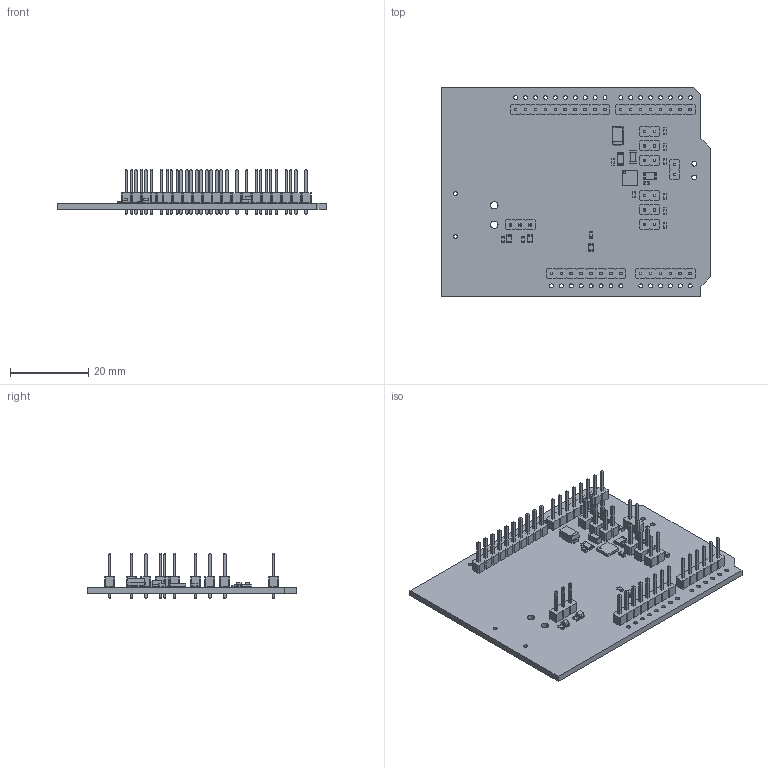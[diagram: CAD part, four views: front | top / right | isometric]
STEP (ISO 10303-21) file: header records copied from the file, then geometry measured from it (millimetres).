
FILE_DESCRIPTION(('KiCad electronic assembly'),'2;1');
FILE_NAME('TUSS4470_shield.step','2025-04-12T16:13:51',('Pcbnew'),( 'Kicad'),'Open CASCADE STEP processor 7.7','KiCad to STEP converter' ,'Unknown');
FILE_SCHEMA(('AUTOMOTIVE_DESIGN { 1 0 10303 214 1 1 1 1 }'));
Length unit declared in the file: millimetre
Products named in the file (26): TUSS4470_shield 1; R_1206_3216Metric; LED_0805_2012Metric; QFN-20-1EP_4x4mm_P0.5mm_EP2.5x2.5mm; QFN-20-1EP_4x4mm_Pitch0.5mm; D_SMA; C_0603_1608Metric; PinHeader_1x02_P2.54mm_Vertical; PinHeader_1x02_P254mm_Vertical; PinHeader_1x06_P2.54mm_Vertical; PinHeader_1x06_P254mm_Vertical; R_0603_1608Metric; C_1206_3216Metric; PinHeader_1x08_P2.54mm_Vertical; PinHeader_1x08_P254mm_Vertical; PinHeader_1x10_P2.54mm_Vertical; PinHeader_1x10_P254mm_Vertical; PinHeader_1x03_P2.54mm_Vertical; PinHeader_1x03_P254mm_Vertical; TUSS4470_shield_PCB
Assembly tree (45 placements, depth 3):
  TUSS4470_shield 1
    R_1206_3216Metric  x2
      R_1206_3216Metric
    LED_0805_2012Metric  x3
      LED_0805_2012Metric
    QFN-20-1EP_4x4mm_P0.5mm_EP2.5x2.5mm
      QFN-20-1EP_4x4mm_Pitch0.5mm
    D_SMA
      D_SMA
    C_0603_1608Metric  x9
      C_0603_1608Metric
    PinHeader_1x02_P2.54mm_Vertical  x7
      PinHeader_1x02_P254mm_Vertical
    PinHeader_1x06_P2.54mm_Vertical
      PinHeader_1x06_P254mm_Vertical
    R_0603_1608Metric  x3
      R_0603_1608Metric
    C_1206_3216Metric
      C_1206_3216Metric
    PinHeader_1x08_P2.54mm_Vertical  x2
      PinHeader_1x08_P254mm_Vertical
    PinHeader_1x10_P2.54mm_Vertical
      PinHeader_1x10_P254mm_Vertical
    PinHeader_1x03_P2.54mm_Vertical
      PinHeader_1x03_P254mm_Vertical
    TUSS4470_shield_PCB
Bounding box: 69 x 53.8 x 11.54 mm (x, y, z)
Volume: 6778.3 mm3; surface area: 10817.8 mm2
Topology: 33 solids, 33 shells, 2062 faces, 5172 edges, 3300 vertices
Faces by surface type: plane 1752, cylinder 300, bspline 10
Full cylindrical faces by diameter (mm): 0.2 x4, 0.5 x1, 1 x83, 1.2 x2, 1.9 x2
Entity records: 42250 total; most frequent: CARTESIAN_POINT 6050, ORIENTED_EDGE 5848, DIRECTION 5606, EDGE_CURVE 2924, LINE 2574, VECTOR 2574, VERTEX_POINT 1864, AXIS2_PLACEMENT_3D 1516
